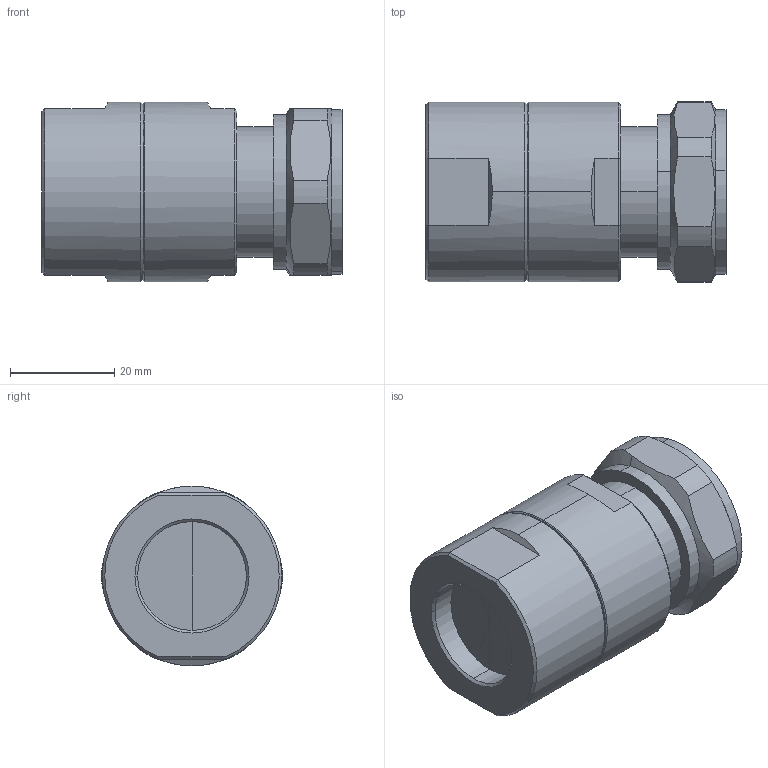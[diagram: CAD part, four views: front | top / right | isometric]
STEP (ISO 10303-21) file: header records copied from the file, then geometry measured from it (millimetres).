
FILE_DESCRIPTION (( 'STEP AP214' ), '1' );
FILE_NAME ('3190-6452(EZ-900-716MC-2-SP).STEP', '2020-11-10T07:09:18', ( '' ), ( '' ), 'SwSTEP 2.0', 'SolidWorks 2017', '' );
FILE_SCHEMA (( 'AUTOMOTIVE_DESIGN' ));
Length unit declared in the file: millimetre
Products named in the file (1): 3190-6452(EZ-900-716MC-2-SP)
Bounding box: 57.6 x 34.67 x 34.5 mm (x, y, z)
Volume: 41625.6 mm3; surface area: 11789.3 mm2
Topology: 1 solids, 1 shells, 190 faces, 426 edges, 249 vertices
Faces by surface type: cone 80, cylinder 60, plane 32, bspline 18
Entity records: 5776 total; most frequent: CARTESIAN_POINT 1552, DIRECTION 940, ORIENTED_EDGE 848, EDGE_CURVE 424, AXIS2_PLACEMENT_3D 389, VERTEX_POINT 249, CIRCLE 216, EDGE_LOOP 203
